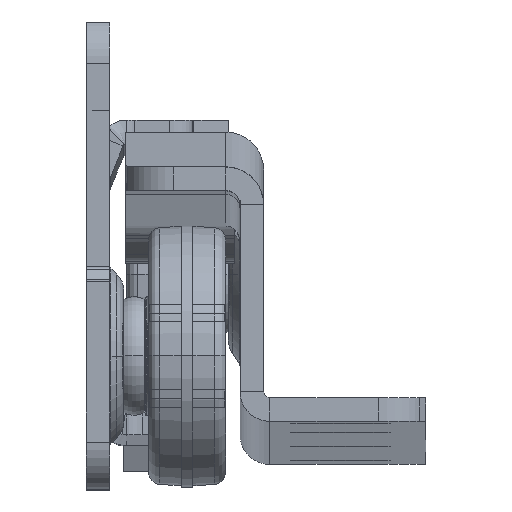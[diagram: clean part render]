
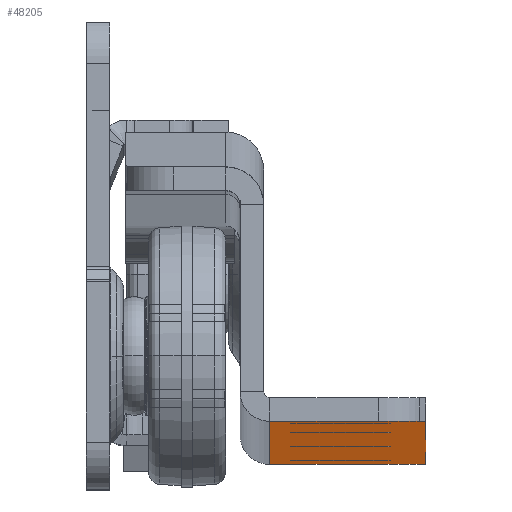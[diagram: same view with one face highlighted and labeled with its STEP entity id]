
A CAD part, top view. The second image highlights one B-rep face of the part: STEP entity #48205.
In plain terms, the highlighted face is planar.
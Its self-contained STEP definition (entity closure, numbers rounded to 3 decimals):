
#192 = FACE_BOUND ( 'NONE', #35038, .T. ) ;
#306 = DIRECTION ( 'NONE',  ( -1., 0., 0. ) ) ;
#774 = CIRCLE ( 'NONE', #36140, 4.25 ) ;
#1341 = ORIENTED_EDGE ( 'NONE', *, *, #28052, .T. ) ;
#1887 = CARTESIAN_POINT ( 'NONE',  ( 6.5, -8.074, 439.5 ) ) ;
#2041 = VERTEX_POINT ( 'NONE', #3451 ) ;
#2366 = VERTEX_POINT ( 'NONE', #41292 ) ;
#2424 = ORIENTED_EDGE ( 'NONE', *, *, #28946, .F. ) ;
#2675 = VERTEX_POINT ( 'NONE', #38952 ) ;
#3388 = DIRECTION ( 'NONE',  ( 0., 0., 1. ) ) ;
#3451 = CARTESIAN_POINT ( 'NONE',  ( 10.75, -8.074, 55.5 ) ) ;
#3609 = AXIS2_PLACEMENT_3D ( 'NONE', #28117, #20514, #43972 ) ;
#3752 = AXIS2_PLACEMENT_3D ( 'NONE', #1887, #22176, #50739 ) ;
#3788 = ORIENTED_EDGE ( 'NONE', *, *, #49776, .T. ) ;
#3890 = LINE ( 'NONE', #12324, #5350 ) ;
#4036 = VERTEX_POINT ( 'NONE', #14281 ) ;
#4138 = DIRECTION ( 'NONE',  ( 0., 0., -1. ) ) ;
#4144 = EDGE_LOOP ( 'NONE', ( #10417, #13846 ) ) ;
#4273 = ORIENTED_EDGE ( 'NONE', *, *, #33557, .T. ) ;
#4920 = DIRECTION ( 'NONE',  ( -1., 0., 0. ) ) ;
#5350 = VECTOR ( 'NONE', #4138, 1000. ) ;
#6535 = ORIENTED_EDGE ( 'NONE', *, *, #50494, .T. ) ;
#6546 = ORIENTED_EDGE ( 'NONE', *, *, #24857, .F. ) ;
#7773 = CIRCLE ( 'NONE', #10291, 4.25 ) ;
#7801 = CARTESIAN_POINT ( 'NONE',  ( 13.702, -8.074, 2.928 ) ) ;
#8362 = ORIENTED_EDGE ( 'NONE', *, *, #16823, .F. ) ;
#9309 = DIRECTION ( 'NONE',  ( 0., 1., 0. ) ) ;
#9581 = VECTOR ( 'NONE', #51937, 1000. ) ;
#10291 = AXIS2_PLACEMENT_3D ( 'NONE', #32859, #14957, #47388 ) ;
#10417 = ORIENTED_EDGE ( 'NONE', *, *, #49778, .T. ) ;
#10480 = VERTEX_POINT ( 'NONE', #40193 ) ;
#11269 = ORIENTED_EDGE ( 'NONE', *, *, #33858, .T. ) ;
#12256 = AXIS2_PLACEMENT_3D ( 'NONE', #23756, #48363, #306 ) ;
#12324 = CARTESIAN_POINT ( 'NONE',  ( 13.702, -8.074, 0. ) ) ;
#12828 = CARTESIAN_POINT ( 'NONE',  ( 10.75, -8.074, 439.5 ) ) ;
#13228 = EDGE_CURVE ( 'NONE', #31140, #2675, #19762, .T. ) ;
#13841 = CARTESIAN_POINT ( 'NONE',  ( 9.702, -8.074, 4. ) ) ;
#13846 = ORIENTED_EDGE ( 'NONE', *, *, #31117, .T. ) ;
#14107 = DIRECTION ( 'NONE',  ( 0., -1., 0. ) ) ;
#14281 = CARTESIAN_POINT ( 'NONE',  ( 0.5, -8.074, 0. ) ) ;
#14370 = DIRECTION ( 'NONE',  ( 0., 0., 1. ) ) ;
#14957 = DIRECTION ( 'NONE',  ( 0., 1., 0. ) ) ;
#15246 = CARTESIAN_POINT ( 'NONE',  ( 2.25, -8.074, 567.5 ) ) ;
#16234 = ORIENTED_EDGE ( 'NONE', *, *, #37767, .T. ) ;
#16245 = VECTOR ( 'NONE', #48227, 1000. ) ;
#16455 = LINE ( 'NONE', #40461, #29740 ) ;
#16746 = CARTESIAN_POINT ( 'NONE',  ( 2.25, -8.074, 247.5 ) ) ;
#16823 = EDGE_CURVE ( 'NONE', #24452, #17019, #3890, .T. ) ;
#17019 = VERTEX_POINT ( 'NONE', #7801 ) ;
#17051 = CARTESIAN_POINT ( 'NONE',  ( 13.702, -8.074, 0. ) ) ;
#17088 = EDGE_LOOP ( 'NONE', ( #6546, #17158, #16234, #1341, #8362, #11269, #3788, #2424 ) ) ;
#17158 = ORIENTED_EDGE ( 'NONE', *, *, #18799, .F. ) ;
#17194 = VECTOR ( 'NONE', #45408, 1000. ) ;
#17488 = ORIENTED_EDGE ( 'NONE', *, *, #47617, .T. ) ;
#17737 = CARTESIAN_POINT ( 'NONE',  ( 6.5, -8.074, 247.5 ) ) ;
#18191 = VERTEX_POINT ( 'NONE', #36252 ) ;
#18799 = EDGE_CURVE ( 'NONE', #10480, #4036, #48508, .T. ) ;
#19762 = CIRCLE ( 'NONE', #3752, 4.25 ) ;
#20514 = DIRECTION ( 'NONE',  ( 0., 1., 0. ) ) ;
#20723 = AXIS2_PLACEMENT_3D ( 'NONE', #48768, #20764, #4920 ) ;
#20764 = DIRECTION ( 'NONE',  ( 0., 1., 0. ) ) ;
#20793 = ORIENTED_EDGE ( 'NONE', *, *, #39654, .T. ) ;
#20884 = CARTESIAN_POINT ( 'NONE',  ( 0.5, -8.074, 0. ) ) ;
#21132 = CARTESIAN_POINT ( 'NONE',  ( 2.25, -8.074, 55.5 ) ) ;
#21864 = CIRCLE ( 'NONE', #26889, 4.25 ) ;
#22176 = DIRECTION ( 'NONE',  ( 0., 1., 0. ) ) ;
#22652 = CARTESIAN_POINT ( 'NONE',  ( 13.166, -8.074, 593.5 ) ) ;
#23155 = CARTESIAN_POINT ( 'NONE',  ( 9.702, -8.074, 591.5 ) ) ;
#23164 = DIRECTION ( 'NONE',  ( 0., 1., 0. ) ) ;
#23729 = AXIS2_PLACEMENT_3D ( 'NONE', #13841, #14107, #14370 ) ;
#23756 = CARTESIAN_POINT ( 'NONE',  ( 6.5, -8.074, 55.5 ) ) ;
#24179 = FACE_OUTER_BOUND ( 'NONE', #17088, .T. ) ;
#24452 = VERTEX_POINT ( 'NONE', #32007 ) ;
#24696 = FACE_BOUND ( 'NONE', #4144, .T. ) ;
#24825 = LINE ( 'NONE', #20884, #17194 ) ;
#24851 = CIRCLE ( 'NONE', #12256, 4.25 ) ;
#24857 = EDGE_CURVE ( 'NONE', #4036, #2366, #24825, .T. ) ;
#26277 = CIRCLE ( 'NONE', #23729, 4. ) ;
#26351 = DIRECTION ( 'NONE',  ( -0.5, 0., 0.866 ) ) ;
#26615 = LINE ( 'NONE', #22652, #35332 ) ;
#26889 = AXIS2_PLACEMENT_3D ( 'NONE', #50959, #23164, #35843 ) ;
#27076 = CARTESIAN_POINT ( 'NONE',  ( 13.702, -8.074, 595.5 ) ) ;
#28052 = EDGE_CURVE ( 'NONE', #28575, #17019, #16455, .T. ) ;
#28101 = CIRCLE ( 'NONE', #34885, 4. ) ;
#28117 = CARTESIAN_POINT ( 'NONE',  ( 13.702, -8.074, 0. ) ) ;
#28575 = VERTEX_POINT ( 'NONE', #51997 ) ;
#28946 = EDGE_CURVE ( 'NONE', #2366, #49043, #40015, .T. ) ;
#28953 = AXIS2_PLACEMENT_3D ( 'NONE', #51455, #39282, #50693 ) ;
#29548 = CARTESIAN_POINT ( 'NONE',  ( 9.702, -8.074, 595.5 ) ) ;
#29740 = VECTOR ( 'NONE', #40205, 1000. ) ;
#30738 = CARTESIAN_POINT ( 'NONE',  ( 6.5, -8.074, 55.5 ) ) ;
#31117 = EDGE_CURVE ( 'NONE', #35755, #35723, #51940, .T. ) ;
#31135 = EDGE_LOOP ( 'NONE', ( #45683, #17488 ) ) ;
#31140 = VERTEX_POINT ( 'NONE', #12828 ) ;
#31540 = CARTESIAN_POINT ( 'NONE',  ( 10.75, -8.074, 567.5 ) ) ;
#32007 = CARTESIAN_POINT ( 'NONE',  ( 13.702, -8.074, 592.572 ) ) ;
#32431 = ORIENTED_EDGE ( 'NONE', *, *, #32904, .T. ) ;
#32859 = CARTESIAN_POINT ( 'NONE',  ( 6.5, -8.074, 439.5 ) ) ;
#32904 = EDGE_CURVE ( 'NONE', #39857, #2041, #43630, .T. ) ;
#33209 = CIRCLE ( 'NONE', #28953, 4.25 ) ;
#33557 = EDGE_CURVE ( 'NONE', #48751, #51133, #774, .T. ) ;
#33858 = EDGE_CURVE ( 'NONE', #24452, #18191, #26615, .T. ) ;
#34524 = DIRECTION ( 'NONE',  ( 0., -1., 0. ) ) ;
#34885 = AXIS2_PLACEMENT_3D ( 'NONE', #23155, #34524, #3388 ) ;
#35038 = EDGE_LOOP ( 'NONE', ( #6535, #4273 ) ) ;
#35332 = VECTOR ( 'NONE', #26351, 1000. ) ;
#35723 = VERTEX_POINT ( 'NONE', #31540 ) ;
#35755 = VERTEX_POINT ( 'NONE', #15246 ) ;
#35815 = FACE_BOUND ( 'NONE', #31135, .T. ) ;
#35843 = DIRECTION ( 'NONE',  ( -1., 0., 0. ) ) ;
#36140 = AXIS2_PLACEMENT_3D ( 'NONE', #17737, #9309, #50248 ) ;
#36252 = CARTESIAN_POINT ( 'NONE',  ( 13.166, -8.074, 593.5 ) ) ;
#36334 = FACE_BOUND ( 'NONE', #51302, .T. ) ;
#37767 = EDGE_CURVE ( 'NONE', #10480, #28575, #26277, .T. ) ;
#38690 = DIRECTION ( 'NONE',  ( 0., 1., 0. ) ) ;
#38952 = CARTESIAN_POINT ( 'NONE',  ( 2.25, -8.074, 439.5 ) ) ;
#39282 = DIRECTION ( 'NONE',  ( 0., 1., 0. ) ) ;
#39654 = EDGE_CURVE ( 'NONE', #2041, #39857, #24851, .T. ) ;
#39857 = VERTEX_POINT ( 'NONE', #21132 ) ;
#40015 = LINE ( 'NONE', #27076, #9581 ) ;
#40193 = CARTESIAN_POINT ( 'NONE',  ( 9.702, -8.074, 0. ) ) ;
#40205 = DIRECTION ( 'NONE',  ( 0.5, 0., 0.866 ) ) ;
#40461 = CARTESIAN_POINT ( 'NONE',  ( 16.63, -8.074, 8. ) ) ;
#41292 = CARTESIAN_POINT ( 'NONE',  ( 0.5, -8.074, 595.5 ) ) ;
#42646 = DIRECTION ( 'NONE',  ( -1., 0., 0. ) ) ;
#42730 = CARTESIAN_POINT ( 'NONE',  ( 10.75, -8.074, 247.5 ) ) ;
#43630 = CIRCLE ( 'NONE', #50452, 4.25 ) ;
#43972 = DIRECTION ( 'NONE',  ( 0., 0., -1. ) ) ;
#45408 = DIRECTION ( 'NONE',  ( 0., 0., 1. ) ) ;
#45683 = ORIENTED_EDGE ( 'NONE', *, *, #13228, .T. ) ;
#47388 = DIRECTION ( 'NONE',  ( -1., 0., 0. ) ) ;
#47617 = EDGE_CURVE ( 'NONE', #2675, #31140, #7773, .T. ) ;
#48205 = ADVANCED_FACE ( 'NONE', ( #24696, #35815, #192, #36334, #24179 ), #51952, .F. ) ;
#48227 = DIRECTION ( 'NONE',  ( -1., 0., 0. ) ) ;
#48363 = DIRECTION ( 'NONE',  ( 0., 1., 0. ) ) ;
#48508 = LINE ( 'NONE', #17051, #16245 ) ;
#48751 = VERTEX_POINT ( 'NONE', #16746 ) ;
#48768 = CARTESIAN_POINT ( 'NONE',  ( 6.5, -8.074, 567.5 ) ) ;
#49043 = VERTEX_POINT ( 'NONE', #29548 ) ;
#49776 = EDGE_CURVE ( 'NONE', #18191, #49043, #28101, .T. ) ;
#49778 = EDGE_CURVE ( 'NONE', #35723, #35755, #33209, .T. ) ;
#50248 = DIRECTION ( 'NONE',  ( -1., 0., 0. ) ) ;
#50452 = AXIS2_PLACEMENT_3D ( 'NONE', #30738, #38690, #42646 ) ;
#50494 = EDGE_CURVE ( 'NONE', #51133, #48751, #21864, .T. ) ;
#50693 = DIRECTION ( 'NONE',  ( -1., 0., 0. ) ) ;
#50739 = DIRECTION ( 'NONE',  ( -1., 0., 0. ) ) ;
#50959 = CARTESIAN_POINT ( 'NONE',  ( 6.5, -8.074, 247.5 ) ) ;
#51133 = VERTEX_POINT ( 'NONE', #42730 ) ;
#51302 = EDGE_LOOP ( 'NONE', ( #20793, #32431 ) ) ;
#51455 = CARTESIAN_POINT ( 'NONE',  ( 6.5, -8.074, 567.5 ) ) ;
#51937 = DIRECTION ( 'NONE',  ( 1., 0., 0. ) ) ;
#51940 = CIRCLE ( 'NONE', #20723, 4.25 ) ;
#51952 = PLANE ( 'NONE',  #3609 ) ;
#51997 = CARTESIAN_POINT ( 'NONE',  ( 13.166, -8.074, 2. ) ) ;
